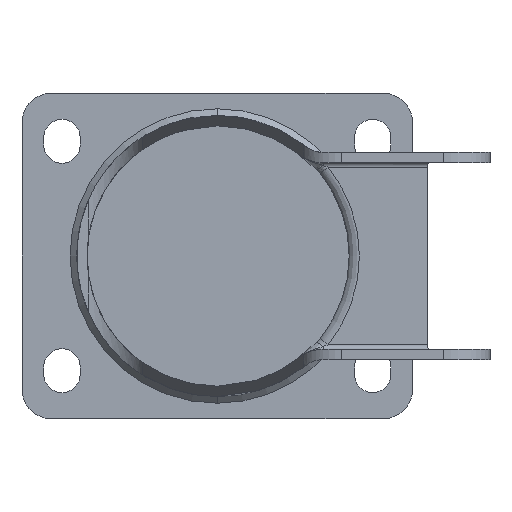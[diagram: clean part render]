
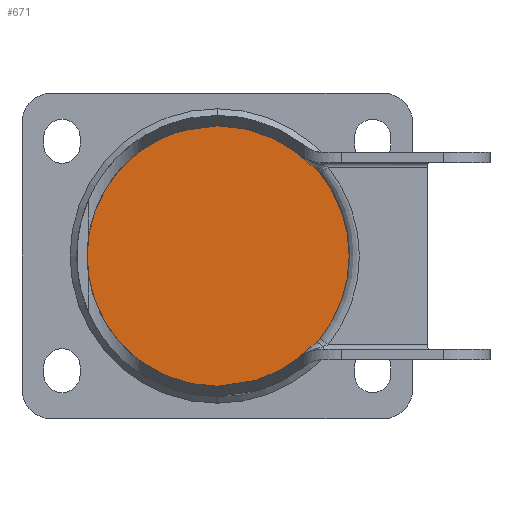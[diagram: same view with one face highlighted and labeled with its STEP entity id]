
A CAD part, front view. The second image highlights one B-rep face of the part: STEP entity #671.
In plain terms, the highlighted planar face has unit normal (0, -1, 0).
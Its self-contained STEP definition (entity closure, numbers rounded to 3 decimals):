
#28 = CARTESIAN_POINT ( 'NONE',  ( 33.897, 139.5, -28.793 ) ) ;
#63 = CARTESIAN_POINT ( 'NONE',  ( 32.935, 139.5, -29.624 ) ) ;
#76 = CARTESIAN_POINT ( 'NONE',  ( 31.017, 139.5, -31.214 ) ) ;
#88 = AXIS2_PLACEMENT_3D ( 'NONE', #1564, #1585, #980 ) ;
#119 = B_SPLINE_CURVE_WITH_KNOTS ( 'NONE', 3,
 ( #441, #3695, #3670, #3716, #155, #131 ),
 .UNSPECIFIED., .F., .F.,
 ( 4, 2, 4 ),
 ( 0., 0.002, 0.004 ),
 .UNSPECIFIED. ) ;
#120 = DIRECTION ( 'NONE',  ( 0., -1., 0. ) ) ;
#131 = CARTESIAN_POINT ( 'NONE',  ( 30.568, 139.5, 31.648 ) ) ;
#155 = CARTESIAN_POINT ( 'NONE',  ( 31.017, 139.5, 31.214 ) ) ;
#189 = EDGE_CURVE ( 'NONE', #3225, #1867, #2590, .T. ) ;
#220 = CIRCLE ( 'NONE', #3240, 44.536 ) ;
#246 = VERTEX_POINT ( 'NONE', #651 ) ;
#316 = EDGE_CURVE ( 'NONE', #3232, #3398, #2988, .T. ) ;
#321 = EDGE_CURVE ( 'NONE', #3398, #3111, #939, .T. ) ;
#332 = CARTESIAN_POINT ( 'NONE',  ( 34.766, 139.5, -27.835 ) ) ;
#334 = CARTESIAN_POINT ( 'NONE',  ( 30.568, 139.5, 31.648 ) ) ;
#441 = CARTESIAN_POINT ( 'NONE',  ( 33.406, 139.5, 29.217 ) ) ;
#443 = EDGE_CURVE ( 'NONE', #447, #1867, #220, .T. ) ;
#447 = VERTEX_POINT ( 'NONE', #734 ) ;
#551 = CARTESIAN_POINT ( 'NONE',  ( 0., 139.5, 44. ) ) ;
#594 = DIRECTION ( 'NONE',  ( 0., 0., 1. ) ) ;
#638 = CARTESIAN_POINT ( 'NONE',  ( 33.406, 139.5, -29.217 ) ) ;
#651 = CARTESIAN_POINT ( 'NONE',  ( 33.406, 139.5, 29.217 ) ) ;
#670 = CARTESIAN_POINT ( 'NONE',  ( 31.488, 139.5, -30.807 ) ) ;
#671 = ADVANCED_FACE ( 'NONE', ( #2403 ), #2942, .F. ) ;
#698 = CARTESIAN_POINT ( 'NONE',  ( 30.568, 139.5, -31.648 ) ) ;
#734 = CARTESIAN_POINT ( 'NONE',  ( 34.766, 139.5, 27.835 ) ) ;
#836 = CARTESIAN_POINT ( 'NONE',  ( 34.766, 139.5, 27.835 ) ) ;
#909 = CARTESIAN_POINT ( 'NONE',  ( 33.406, 139.5, -29.217 ) ) ;
#939 = CIRCLE ( 'NONE', #2528, 44. ) ;
#966 = DIRECTION ( 'NONE',  ( 0., 0., 1. ) ) ;
#969 = CARTESIAN_POINT ( 'NONE',  ( 32.447, 139.5, -30.012 ) ) ;
#980 = DIRECTION ( 'NONE',  ( 0., 0., 1. ) ) ;
#1186 = DIRECTION ( 'NONE',  ( 0., 1., 0. ) ) ;
#1387 = ORIENTED_EDGE ( 'NONE', *, *, #189, .T. ) ;
#1415 = AXIS2_PLACEMENT_3D ( 'NONE', #3766, #3755, #3154 ) ;
#1496 = CARTESIAN_POINT ( 'NONE',  ( 34.36, 139.5, -28.342 ) ) ;
#1556 = ORIENTED_EDGE ( 'NONE', *, *, #316, .T. ) ;
#1560 = ORIENTED_EDGE ( 'NONE', *, *, #443, .F. ) ;
#1564 = CARTESIAN_POINT ( 'NONE',  ( 0., 139.5, 0. ) ) ;
#1585 = DIRECTION ( 'NONE',  ( 0., -1., 0. ) ) ;
#1686 = CARTESIAN_POINT ( 'NONE',  ( 0., 139.5, -44. ) ) ;
#1784 = CARTESIAN_POINT ( 'NONE',  ( 0., 139.5, 0. ) ) ;
#1818 = CARTESIAN_POINT ( 'NONE',  ( 33.406, 139.5, -29.217 ) ) ;
#1820 = CARTESIAN_POINT ( 'NONE',  ( 30.568, 139.5, -31.648 ) ) ;
#1867 = VERTEX_POINT ( 'NONE', #1972 ) ;
#1927 = B_SPLINE_CURVE_WITH_KNOTS ( 'NONE', 3,
 ( #3181, #3767, #2314, #836 ),
 .UNSPECIFIED., .F., .F.,
 ( 4, 4 ),
 ( 0., 0.002 ),
 .UNSPECIFIED. ) ;
#1954 = DIRECTION ( 'NONE',  ( 0., 1., 0. ) ) ;
#1972 = CARTESIAN_POINT ( 'NONE',  ( 34.766, 139.5, -27.835 ) ) ;
#2104 = EDGE_CURVE ( 'NONE', #3564, #3225, #2886, .T. ) ;
#2196 = ORIENTED_EDGE ( 'NONE', *, *, #2104, .T. ) ;
#2283 = ORIENTED_EDGE ( 'NONE', *, *, #2556, .F. ) ;
#2294 = EDGE_LOOP ( 'NONE', ( #1556, #3624, #2726, #2196, #1387, #1560, #2283, #3059 ) ) ;
#2314 = CARTESIAN_POINT ( 'NONE',  ( 34.36, 139.5, 28.342 ) ) ;
#2403 = FACE_OUTER_BOUND ( 'NONE', #2294, .T. ) ;
#2439 = AXIS2_PLACEMENT_3D ( 'NONE', #1784, #1186, #594 ) ;
#2490 = EDGE_CURVE ( 'NONE', #246, #3232, #119, .T. ) ;
#2528 = AXIS2_PLACEMENT_3D ( 'NONE', #3032, #120, #966 ) ;
#2556 = EDGE_CURVE ( 'NONE', #246, #447, #1927, .T. ) ;
#2590 = B_SPLINE_CURVE_WITH_KNOTS ( 'NONE', 3,
 ( #638, #28, #1496, #332 ),
 .UNSPECIFIED., .F., .F.,
 ( 4, 4 ),
 ( 0., 0.002 ),
 .UNSPECIFIED. ) ;
#2726 = ORIENTED_EDGE ( 'NONE', *, *, #3422, .T. ) ;
#2780 = CARTESIAN_POINT ( 'NONE',  ( 0., 139.5, 0. ) ) ;
#2789 = DIRECTION ( 'NONE',  ( 0., 0., 1. ) ) ;
#2886 = B_SPLINE_CURVE_WITH_KNOTS ( 'NONE', 3,
 ( #698, #76, #670, #969, #63, #1818 ),
 .UNSPECIFIED., .F., .F.,
 ( 4, 2, 4 ),
 ( 0., 0.002, 0.004 ),
 .UNSPECIFIED. ) ;
#2942 = PLANE ( 'NONE',  #2439 ) ;
#2988 = CIRCLE ( 'NONE', #88, 44. ) ;
#3032 = CARTESIAN_POINT ( 'NONE',  ( 0., 139.5, 0. ) ) ;
#3059 = ORIENTED_EDGE ( 'NONE', *, *, #2490, .T. ) ;
#3111 = VERTEX_POINT ( 'NONE', #1686 ) ;
#3154 = DIRECTION ( 'NONE',  ( 0., 0., 1. ) ) ;
#3181 = CARTESIAN_POINT ( 'NONE',  ( 33.406, 139.5, 29.217 ) ) ;
#3225 = VERTEX_POINT ( 'NONE', #909 ) ;
#3232 = VERTEX_POINT ( 'NONE', #334 ) ;
#3240 = AXIS2_PLACEMENT_3D ( 'NONE', #2780, #1954, #2789 ) ;
#3398 = VERTEX_POINT ( 'NONE', #551 ) ;
#3422 = EDGE_CURVE ( 'NONE', #3111, #3564, #3427, .T. ) ;
#3427 = CIRCLE ( 'NONE', #1415, 44. ) ;
#3564 = VERTEX_POINT ( 'NONE', #1820 ) ;
#3624 = ORIENTED_EDGE ( 'NONE', *, *, #321, .T. ) ;
#3670 = CARTESIAN_POINT ( 'NONE',  ( 32.447, 139.5, 30.012 ) ) ;
#3695 = CARTESIAN_POINT ( 'NONE',  ( 32.935, 139.5, 29.624 ) ) ;
#3716 = CARTESIAN_POINT ( 'NONE',  ( 31.488, 139.5, 30.807 ) ) ;
#3755 = DIRECTION ( 'NONE',  ( 0., -1., 0. ) ) ;
#3766 = CARTESIAN_POINT ( 'NONE',  ( 0., 139.5, 0. ) ) ;
#3767 = CARTESIAN_POINT ( 'NONE',  ( 33.897, 139.5, 28.793 ) ) ;
